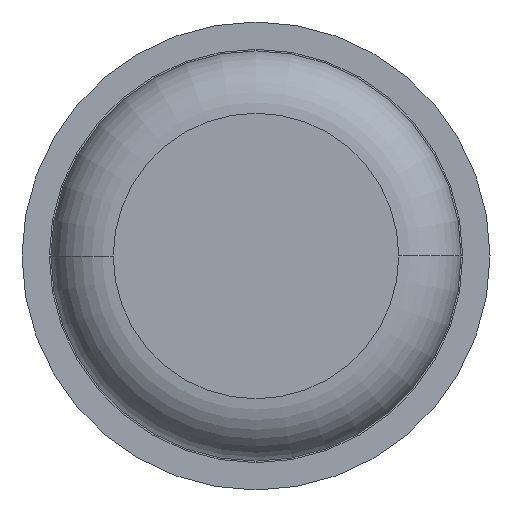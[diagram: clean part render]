
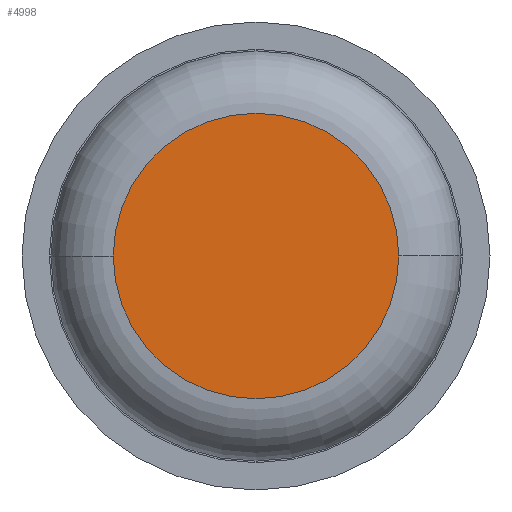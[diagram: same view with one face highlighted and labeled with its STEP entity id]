
A CAD part, front view. The second image highlights one B-rep face of the part: STEP entity #4998.
In plain terms, the highlighted planar face has unit normal (0, -1, 0).
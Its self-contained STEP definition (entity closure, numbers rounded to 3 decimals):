
#655 = DIRECTION ( 'NONE',  ( -1., 0., 0. ) ) ;
#678 = CARTESIAN_POINT ( 'NONE',  ( 0., 0., 0. ) ) ;
#775 = VERTEX_POINT ( 'NONE', #1048 ) ;
#927 = ORIENTED_EDGE ( 'NONE', *, *, #4571, .T. ) ;
#1032 = CARTESIAN_POINT ( 'NONE',  ( 0., 0., 0. ) ) ;
#1048 = CARTESIAN_POINT ( 'NONE',  ( -0.915, 0., 0. ) ) ;
#1063 = DIRECTION ( 'NONE',  ( 0., -1., 0. ) ) ;
#1474 = DIRECTION ( 'NONE',  ( -1., 0., 0. ) ) ;
#1543 = AXIS2_PLACEMENT_3D ( 'NONE', #1858, #2245, #1474 ) ;
#1715 = EDGE_CURVE ( 'Defeature ausgef�hrt1_33+Defeature ausgef�hrt1_34+Defeature ausgef�hrt1_34+Defeature ausgef�hrt1_34', #2269, #775, #3205, .T. ) ;
#1778 = FACE_OUTER_BOUND ( 'NONE', #4832, .T. ) ;
#1779 = AXIS2_PLACEMENT_3D ( 'NONE', #1032, #1063, #655 ) ;
#1805 = PLANE ( 'NONE',  #1543 ) ;
#1858 = CARTESIAN_POINT ( 'NONE',  ( 0., 0., 0. ) ) ;
#1957 = CIRCLE ( 'NONE', #3252, 0.915 ) ;
#2245 = DIRECTION ( 'NONE',  ( 0., 1., 0. ) ) ;
#2269 = VERTEX_POINT ( 'NONE', #2986 ) ;
#2708 = ORIENTED_EDGE ( 'NONE', *, *, #1715, .T. ) ;
#2986 = CARTESIAN_POINT ( 'NONE',  ( 0.915, 0., 0. ) ) ;
#3205 = CIRCLE ( 'NONE', #1779, 0.915 ) ;
#3252 = AXIS2_PLACEMENT_3D ( 'NONE', #678, #3355, #4940 ) ;
#3355 = DIRECTION ( 'NONE',  ( 0., -1., 0. ) ) ;
#4571 = EDGE_CURVE ( 'Defeature ausgef�hrt1_33+Defeature ausgef�hrt1_34+Defeature ausgef�hrt1_34+Defeature ausgef�hrt1_34', #775, #2269, #1957, .T. ) ;
#4832 = EDGE_LOOP ( 'NONE', ( #927, #2708 ) ) ;
#4940 = DIRECTION ( 'NONE',  ( -1., 0., 0. ) ) ;
#4998 = ADVANCED_FACE ( 'Defeature ausgef�hrt1_33', ( #1778 ), #1805, .F. ) ;
